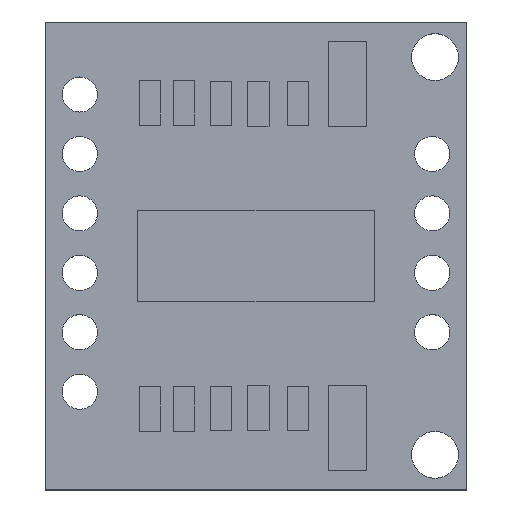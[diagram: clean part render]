
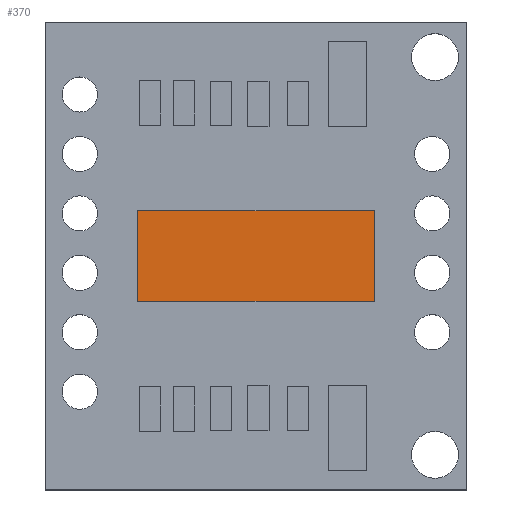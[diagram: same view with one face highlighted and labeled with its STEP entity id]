
A CAD part, top view. The second image highlights one B-rep face of the part: STEP entity #370.
In plain terms, the highlighted planar face has unit normal (0, 0, 1).
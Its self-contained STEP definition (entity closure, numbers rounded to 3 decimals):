
#8 = VERTEX_POINT ( 'NONE', #1515 ) ;
#84 = DIRECTION ( 'NONE',  ( -1., 0., 0. ) ) ;
#96 = VECTOR ( 'NONE', #1736, 1000. ) ;
#100 = VECTOR ( 'NONE', #1244, 1000. ) ;
#264 = DIRECTION ( 'NONE',  ( 0., 1., 0. ) ) ;
#284 = ORIENTED_EDGE ( 'NONE', *, *, #2407, .T. ) ;
#333 = VECTOR ( 'NONE', #2794, 1000. ) ;
#368 = LINE ( 'NONE', #1274, #100 ) ;
#370 = ADVANCED_FACE ( 'NONE', ( #2567 ), #537, .F. ) ;
#492 = EDGE_CURVE ( 'NONE', #1807, #1712, #2168, .T. ) ;
#537 = PLANE ( 'NONE',  #757 ) ;
#715 = CARTESIAN_POINT ( 'NONE',  ( -5.05, 1.93, 1.5 ) ) ;
#757 = AXIS2_PLACEMENT_3D ( 'NONE', #1442, #993, #84 ) ;
#985 = LINE ( 'NONE', #1891, #333 ) ;
#993 = DIRECTION ( 'NONE',  ( 0., 0., -1. ) ) ;
#1012 = EDGE_CURVE ( 'NONE', #8, #1852, #2366, .T. ) ;
#1244 = DIRECTION ( 'NONE',  ( -1., 0., 0. ) ) ;
#1274 = CARTESIAN_POINT ( 'NONE',  ( 5.05, -1.93, 1.5 ) ) ;
#1442 = CARTESIAN_POINT ( 'NONE',  ( 0., 0., 1.5 ) ) ;
#1467 = CARTESIAN_POINT ( 'NONE',  ( -5.05, -1.93, 1.5 ) ) ;
#1515 = CARTESIAN_POINT ( 'NONE',  ( 5.05, -1.93, 1.5 ) ) ;
#1592 = ORIENTED_EDGE ( 'NONE', *, *, #1012, .T. ) ;
#1712 = VERTEX_POINT ( 'NONE', #715 ) ;
#1736 = DIRECTION ( 'NONE',  ( 0., 1., 0. ) ) ;
#1807 = VERTEX_POINT ( 'NONE', #2116 ) ;
#1852 = VERTEX_POINT ( 'NONE', #2748 ) ;
#1891 = CARTESIAN_POINT ( 'NONE',  ( 5.05, 1.93, 1.5 ) ) ;
#2116 = CARTESIAN_POINT ( 'NONE',  ( -5.05, -1.93, 1.5 ) ) ;
#2139 = VECTOR ( 'NONE', #264, 1000. ) ;
#2168 = LINE ( 'NONE', #1467, #96 ) ;
#2242 = ORIENTED_EDGE ( 'NONE', *, *, #2890, .F. ) ;
#2366 = LINE ( 'NONE', #2552, #2139 ) ;
#2407 = EDGE_CURVE ( 'NONE', #1852, #1712, #985, .T. ) ;
#2503 = ORIENTED_EDGE ( 'NONE', *, *, #492, .F. ) ;
#2552 = CARTESIAN_POINT ( 'NONE',  ( 5.05, -1.93, 1.5 ) ) ;
#2567 = FACE_OUTER_BOUND ( 'NONE', #2728, .T. ) ;
#2728 = EDGE_LOOP ( 'NONE', ( #284, #2503, #2242, #1592 ) ) ;
#2748 = CARTESIAN_POINT ( 'NONE',  ( 5.05, 1.93, 1.5 ) ) ;
#2794 = DIRECTION ( 'NONE',  ( -1., 0., 0. ) ) ;
#2890 = EDGE_CURVE ( 'NONE', #8, #1807, #368, .T. ) ;
